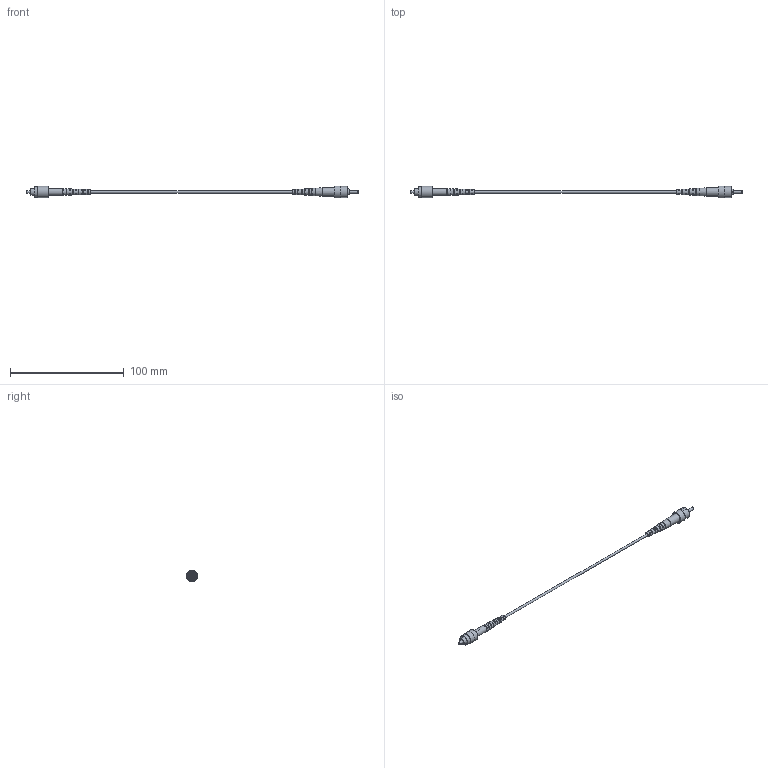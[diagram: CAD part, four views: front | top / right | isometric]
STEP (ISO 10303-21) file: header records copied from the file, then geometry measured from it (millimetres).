
FILE_DESCRIPTION (( 'STEP AP214' ), '1' );
FILE_NAME ('FCA-S2SZ-FCASTU.step', '2022-11-03T03:45:55', ( '' ), ( '' ), 'SwSTEP 2.0', 'SolidWorks 2022', '' );
FILE_SCHEMA (( 'AUTOMOTIVE_DESIGN' ));
Length unit declared in the file: inch
Products named in the file (7): FCA-S2SZ-FCASTU; ST-UPC CONN^FCA-S2SZ-FCASTU; FC-APC CONN^FCA-S2SZ-FCASTU; 1AF05-007-MA3^ST-UPC CONN_FCA-S2SZ-FCASTU; Fiber Coax^FCA-S2SZ-FCASTU; 1AF05-007-MA2^ST-UPC CONN_FCA-S2SZ-FCASTU; 1AF05-007-MA1^ST-UPC CONN_FCA-S2SZ-FCASTU
Assembly tree (6 placements, depth 3):
  FCA-S2SZ-FCASTU
    Fiber Coax^FCA-S2SZ-FCASTU
    FC-APC CONN^FCA-S2SZ-FCASTU
    ST-UPC CONN^FCA-S2SZ-FCASTU
      1AF05-007-MA1^ST-UPC CONN_FCA-S2SZ-FCASTU
      1AF05-007-MA3^ST-UPC CONN_FCA-S2SZ-FCASTU
      1AF05-007-MA2^ST-UPC CONN_FCA-S2SZ-FCASTU
Bounding box: 292.35 x 10.39 x 10.39 mm (x, y, z)
Volume: 3023.6 mm3; surface area: 6852.3 mm2
Topology: 5 solids, 7 shells, 259 faces, 706 edges, 471 vertices
Faces by surface type: plane 195, cylinder 42, cone 21, torus 1
Full cylindrical faces by diameter (mm): 0.122 x1, 1.397 x1, 2 x1, 2.159 x1, 2.5 x1, 2.54 x1, 3.008 x1, 3.048 x1, 3.175 x2, 3.556 x1, 3.683 x1, 3.693 x1, 3.81 x2, 4.242 x1, 4.369 x1, 4.445 x1, 4.572 x1, 4.826 x1, 4.953 x1, 5.08 x1, 5.207 x1, 5.232 x1, 5.283 x1, 5.969 x1, 6.096 x1, 7.112 x1, 7.366 x1, 8.255 x1, 9.017 x2, 9.779 x1
Entity records: 10802 total; most frequent: CARTESIAN_POINT 2121, DIRECTION 1220, ORIENTED_EDGE 1164, EDGE_CURVE 582, AXIS2_PLACEMENT_3D 513, EDGE_LOOP 418, VERTEX_POINT 418, FACE_OUTER_BOUND 295
